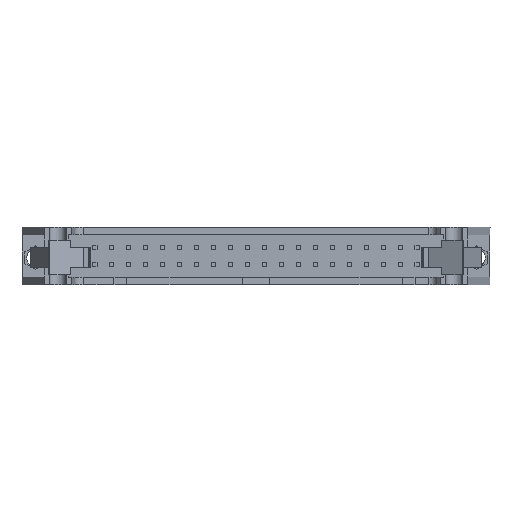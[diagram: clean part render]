
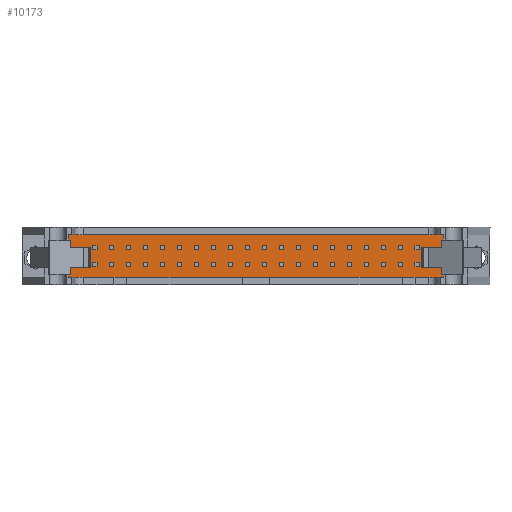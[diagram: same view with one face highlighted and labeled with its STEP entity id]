
A CAD part, top view. The second image highlights one B-rep face of the part: STEP entity #10173.
In plain terms, the highlighted planar face has unit normal (0, 0, 1).
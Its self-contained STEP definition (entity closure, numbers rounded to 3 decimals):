
#309=FACE_OUTER_BOUND($,#972,.T.);
#972=EDGE_LOOP($,(#7105,#7106,#7107,#7108,#7109,#7110,#7111,#7112,#7113,
#7114,#7115,#7116,#7117,#7118));
#1650=LINE($,#14945,#3001);
#1655=LINE($,#14958,#3006);
#1661=LINE($,#14969,#3012);
#1664=LINE($,#14980,#3015);
#1772=LINE($,#15394,#3123);
#1773=LINE($,#15396,#3124);
#1774=LINE($,#15398,#3125);
#1775=LINE($,#15401,#3126);
#1776=LINE($,#15403,#3127);
#1777=LINE($,#15405,#3128);
#1778=LINE($,#15407,#3129);
#1779=LINE($,#15409,#3130);
#1780=LINE($,#15411,#3131);
#1781=LINE($,#15412,#3132);
#3001=VECTOR($,#11785,1.448);
#3006=VECTOR($,#11794,26.035);
#3012=VECTOR($,#11802,3.302);
#3015=VECTOR($,#11811,3.302);
#3123=VECTOR($,#12059,1.448);
#3124=VECTOR($,#12062,26.035);
#3125=VECTOR($,#12065,4.064);
#3126=VECTOR($,#12068,2.997);
#3127=VECTOR($,#12069,3.302);
#3128=VECTOR($,#12070,1.905);
#3129=VECTOR($,#12071,56.134);
#3130=VECTOR($,#12072,1.905);
#3131=VECTOR($,#12073,3.302);
#3132=VECTOR($,#12074,2.997);
#4364=VERTEX_POINT($,#14938);
#4367=VERTEX_POINT($,#14943);
#4373=VERTEX_POINT($,#14957);
#4377=VERTEX_POINT($,#14967);
#4381=VERTEX_POINT($,#14978);
#4382=VERTEX_POINT($,#14979);
#4392=VERTEX_POINT($,#15010);
#4443=VERTEX_POINT($,#15392);
#4444=VERTEX_POINT($,#15400);
#4445=VERTEX_POINT($,#15402);
#4446=VERTEX_POINT($,#15404);
#4447=VERTEX_POINT($,#15406);
#4448=VERTEX_POINT($,#15408);
#4449=VERTEX_POINT($,#15410);
#5327=EDGE_CURVE($,#4364,#4367,#1650,.F.);
#5333=EDGE_CURVE($,#4373,#4364,#1655,.F.);
#5339=EDGE_CURVE($,#4367,#4377,#1661,.F.);
#5344=EDGE_CURVE($,#4381,#4382,#1664,.F.);
#5466=EDGE_CURVE($,#4382,#4443,#1772,.F.);
#5467=EDGE_CURVE($,#4443,#4392,#1773,.F.);
#5468=EDGE_CURVE($,#4373,#4392,#1774,.T.);
#5469=EDGE_CURVE($,#4444,#4377,#1775,.F.);
#5470=EDGE_CURVE($,#4445,#4444,#1776,.F.);
#5471=EDGE_CURVE($,#4446,#4445,#1777,.F.);
#5472=EDGE_CURVE($,#4447,#4446,#1778,.F.);
#5473=EDGE_CURVE($,#4448,#4447,#1779,.F.);
#5474=EDGE_CURVE($,#4449,#4448,#1780,.F.);
#5475=EDGE_CURVE($,#4381,#4449,#1781,.F.);
#7105=ORIENTED_EDGE($,*,*,#5339,.T.);
#7106=ORIENTED_EDGE($,*,*,#5469,.F.);
#7107=ORIENTED_EDGE($,*,*,#5470,.F.);
#7108=ORIENTED_EDGE($,*,*,#5471,.F.);
#7109=ORIENTED_EDGE($,*,*,#5472,.F.);
#7110=ORIENTED_EDGE($,*,*,#5473,.F.);
#7111=ORIENTED_EDGE($,*,*,#5474,.F.);
#7112=ORIENTED_EDGE($,*,*,#5475,.F.);
#7113=ORIENTED_EDGE($,*,*,#5344,.T.);
#7114=ORIENTED_EDGE($,*,*,#5466,.T.);
#7115=ORIENTED_EDGE($,*,*,#5467,.T.);
#7116=ORIENTED_EDGE($,*,*,#5468,.F.);
#7117=ORIENTED_EDGE($,*,*,#5333,.T.);
#7118=ORIENTED_EDGE($,*,*,#5327,.T.);
#9544=PLANE($,#11021);
#10173=ADVANCED_FACE($,(#309),#9544,.F.);
#11021=AXIS2_PLACEMENT_3D($,#15399,#12066,#12067);
#11785=DIRECTION($,(0.,-1.,0.));
#11794=DIRECTION($,(-1.,0.,0.));
#11802=DIRECTION($,(1.,0.,0.));
#11811=DIRECTION($,(1.,0.,0.));
#12059=DIRECTION($,(0.,1.,0.));
#12062=DIRECTION($,(-1.,0.,0.));
#12065=DIRECTION($,(-1.,0.,0.));
#12066=DIRECTION('center_axis',(0.,0.,-1.));
#12067=DIRECTION('ref_axis',(-1.,0.,0.));
#12068=DIRECTION($,(0.,1.,0.));
#12069=DIRECTION($,(1.,0.,0.));
#12070=DIRECTION($,(0.,1.,0.));
#12071=DIRECTION($,(-1.,0.,0.));
#12072=DIRECTION($,(0.,-1.,0.));
#12073=DIRECTION($,(1.,0.,0.));
#12074=DIRECTION($,(0.,-1.,0.));
#14938=CARTESIAN_POINT('',(28.067,-3.175,7.62));
#14943=CARTESIAN_POINT('',(28.067,-1.727,7.62));
#14945=CARTESIAN_POINT($,(28.067,-1.727,7.62));
#14957=CARTESIAN_POINT('',(2.032,-3.175,7.62));
#14958=CARTESIAN_POINT($,(28.067,-3.175,7.62));
#14967=CARTESIAN_POINT('',(24.765,-1.727,7.62));
#14969=CARTESIAN_POINT($,(24.765,-1.727,7.62));
#14978=CARTESIAN_POINT('',(-24.765,-1.727,7.62));
#14979=CARTESIAN_POINT('',(-28.067,-1.727,7.62));
#14980=CARTESIAN_POINT($,(-28.067,-1.727,7.62));
#15010=CARTESIAN_POINT('',(-2.032,-3.175,7.62));
#15392=CARTESIAN_POINT('',(-28.067,-3.175,7.62));
#15394=CARTESIAN_POINT($,(-28.067,-3.175,7.62));
#15396=CARTESIAN_POINT($,(-2.032,-3.175,7.62));
#15398=CARTESIAN_POINT($,(2.032,-3.175,7.62));
#15399=CARTESIAN_POINT('Origin',(29.19,-3.302,7.62));
#15400=CARTESIAN_POINT('',(24.765,1.27,7.62));
#15401=CARTESIAN_POINT($,(24.765,-1.727,7.62));
#15402=CARTESIAN_POINT('',(28.067,1.27,7.62));
#15403=CARTESIAN_POINT($,(24.765,1.27,7.62));
#15404=CARTESIAN_POINT('',(28.067,3.175,7.62));
#15405=CARTESIAN_POINT($,(28.067,1.27,7.62));
#15406=CARTESIAN_POINT('',(-28.067,3.175,7.62));
#15407=CARTESIAN_POINT($,(28.067,3.175,7.62));
#15408=CARTESIAN_POINT('',(-28.067,1.27,7.62));
#15409=CARTESIAN_POINT($,(-28.067,3.175,7.62));
#15410=CARTESIAN_POINT('',(-24.765,1.27,7.62));
#15411=CARTESIAN_POINT($,(-28.067,1.27,7.62));
#15412=CARTESIAN_POINT($,(-24.765,1.27,7.62));
